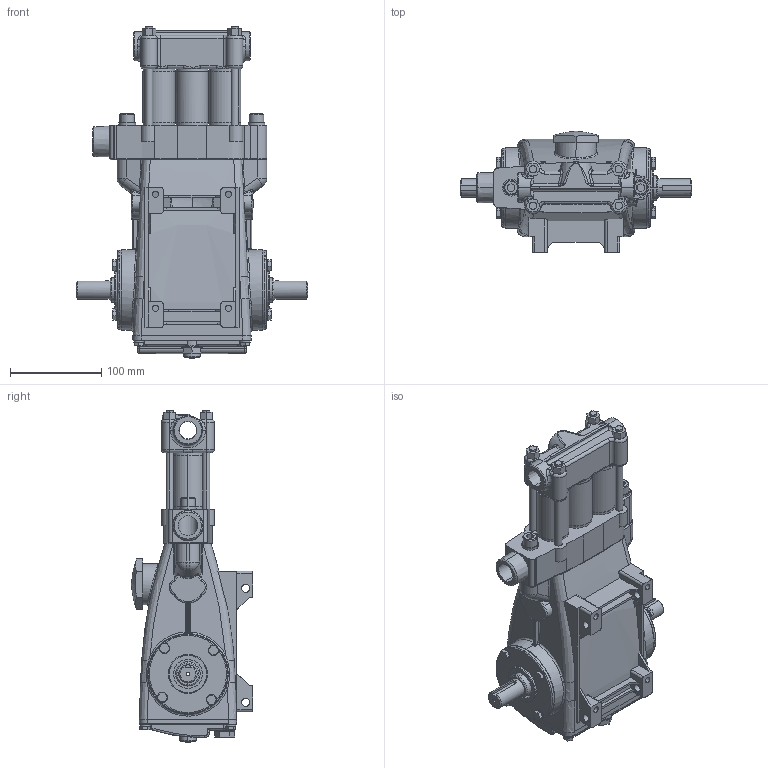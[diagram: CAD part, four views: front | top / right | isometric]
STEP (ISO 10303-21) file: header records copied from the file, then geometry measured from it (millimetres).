
FILE_DESCRIPTION (( 'STEP AP203' ), '1' );
FILE_NAME ('390.STEP', '2010-03-17T17:11:34', ( 'Eric Peterson' ), ( 'DDC' ), 'SwSTEP 2.0', 'SolidWorks 2010', '' );
FILE_SCHEMA (( 'CONFIG_CONTROL_DESIGN' ));
Products named in the file (1): 390
Bounding box: 254 x 133.35 x 364.22 mm (x, y, z)
Surface area: 243505.3 mm2 (no closed solid volume)
Topology: 0 solids, 11 shells, 904 faces, 2523 edges, 1536 vertices
Faces by surface type: plane 381, cylinder 303, bspline 110, torus 74, cone 30, sphere 6
Entity records: 54318 total; most frequent: CARTESIAN_POINT 31694, DIRECTION 4708, ORIENTED_EDGE 4619, EDGE_CURVE 2517, AXIS2_PLACEMENT_3D 1747, VERTEX_POINT 1536, VECTOR 1214, LINE 1214
